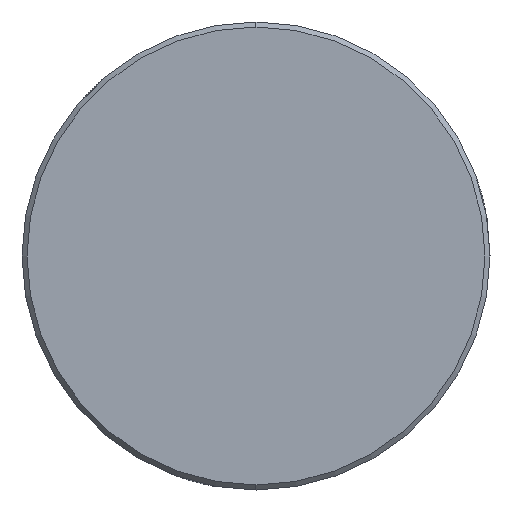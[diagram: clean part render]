
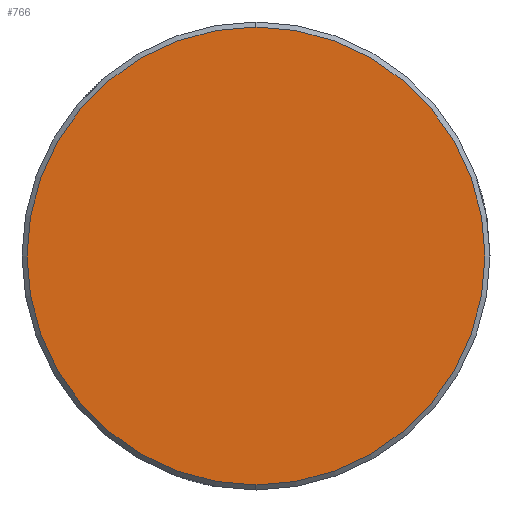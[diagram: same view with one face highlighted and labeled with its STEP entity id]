
A CAD part, left-side view. The second image highlights one B-rep face of the part: STEP entity #766.
In plain terms, the highlighted planar face has unit normal (-1, 0, 0).
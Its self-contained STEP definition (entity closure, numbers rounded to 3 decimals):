
#45 = EDGE_LOOP ( 'NONE', ( #644, #675 ) ) ;
#78 = PLANE ( 'NONE',  #122 ) ;
#122 = AXIS2_PLACEMENT_3D ( 'NONE', #150, #1097, #832 ) ;
#135 = CIRCLE ( 'NONE', #804, 13.7 ) ;
#150 = CARTESIAN_POINT ( 'NONE',  ( -84.1, -13.864, -13.864 ) ) ;
#155 = VERTEX_POINT ( 'NONE', #338 ) ;
#264 = AXIS2_PLACEMENT_3D ( 'NONE', #593, #349, #781 ) ;
#338 = CARTESIAN_POINT ( 'NONE',  ( -84.1, 0., 13.7 ) ) ;
#349 = DIRECTION ( 'NONE',  ( -1., 0., 0. ) ) ;
#359 = CARTESIAN_POINT ( 'NONE',  ( -84.1, 0., -13.7 ) ) ;
#381 = FACE_OUTER_BOUND ( 'NONE', #45, .T. ) ;
#502 = CARTESIAN_POINT ( 'NONE',  ( -84.1, 0., 0. ) ) ;
#575 = DIRECTION ( 'NONE',  ( -1., 0., 0. ) ) ;
#593 = CARTESIAN_POINT ( 'NONE',  ( -84.1, 0., 0. ) ) ;
#644 = ORIENTED_EDGE ( 'NONE', *, *, #875, .T. ) ;
#675 = ORIENTED_EDGE ( 'NONE', *, *, #701, .T. ) ;
#701 = EDGE_CURVE ( 'NONE', #155, #866, #135, .T. ) ;
#766 = ADVANCED_FACE ( 'NONE', ( #381 ), #78, .T. ) ;
#781 = DIRECTION ( 'NONE',  ( 0., 0., -1. ) ) ;
#804 = AXIS2_PLACEMENT_3D ( 'NONE', #502, #575, #1090 ) ;
#832 = DIRECTION ( 'NONE',  ( 0., 0., 1. ) ) ;
#866 = VERTEX_POINT ( 'NONE', #359 ) ;
#875 = EDGE_CURVE ( 'NONE', #866, #155, #898, .T. ) ;
#898 = CIRCLE ( 'NONE', #264, 13.7 ) ;
#1090 = DIRECTION ( 'NONE',  ( 0., 0., -1. ) ) ;
#1097 = DIRECTION ( 'NONE',  ( -1., 0., 0. ) ) ;
